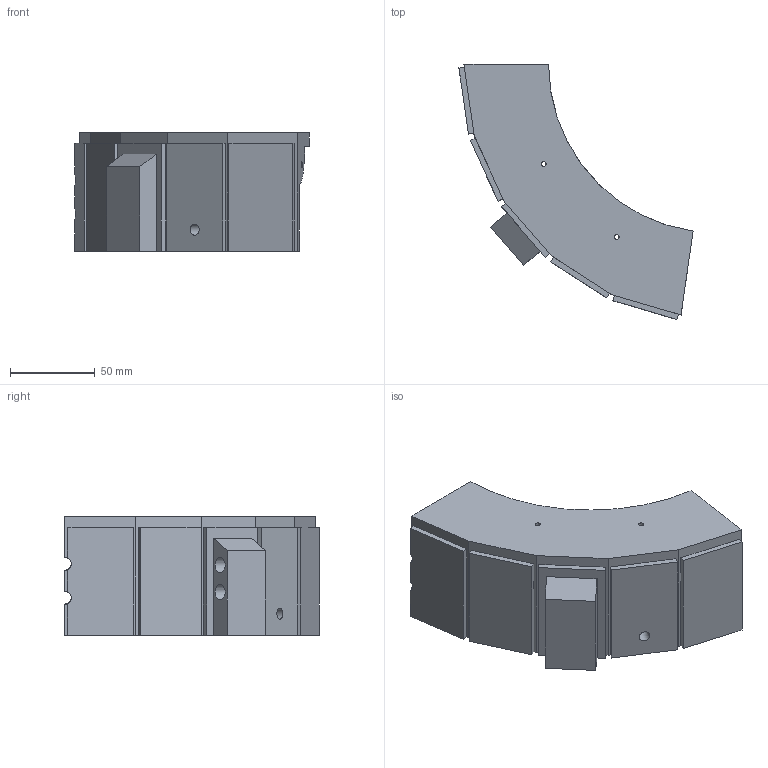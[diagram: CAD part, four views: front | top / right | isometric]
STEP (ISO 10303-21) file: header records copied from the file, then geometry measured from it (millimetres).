
FILE_DESCRIPTION(/* description */ (''),/* implementation_level */ '2;1');
FILE_NAME(/* name */ 'Synch_Gen_04.step',/* time_stamp */ '2020-09-19T11:49:50+02:00',/* author */ (''),/* organization */ (''),/* preprocessor_version */ 'ST-DEVELOPER v18.1',/* originating_system */ 'Autodesk Translation Framework v9.3.0.1241',/* authorisation */ '');
FILE_SCHEMA (('AUTOMOTIVE_DESIGN { 1 0 10303 214 3 1 1 }'));
Length unit declared in the file: millimetre
Products named in the file (1): Synch_Gen_04
Bounding box: 138.01 x 150.31 x 69.8 mm (x, y, z)
Volume: 246461.6 mm3; surface area: 55315.6 mm2
Topology: 1 solids, 1 shells, 62 faces, 174 edges, 116 vertices
Faces by surface type: plane 50, cylinder 11, torus 1
Full cylindrical faces by diameter (mm): 2.9 x3, 3.5 x1, 6.4 x1, 9 x2
Entity records: 2064 total; most frequent: CARTESIAN_POINT 366, ORIENTED_EDGE 348, DIRECTION 334, EDGE_CURVE 174, LINE 138, VECTOR 138, VERTEX_POINT 116, AXIS2_PLACEMENT_3D 98
